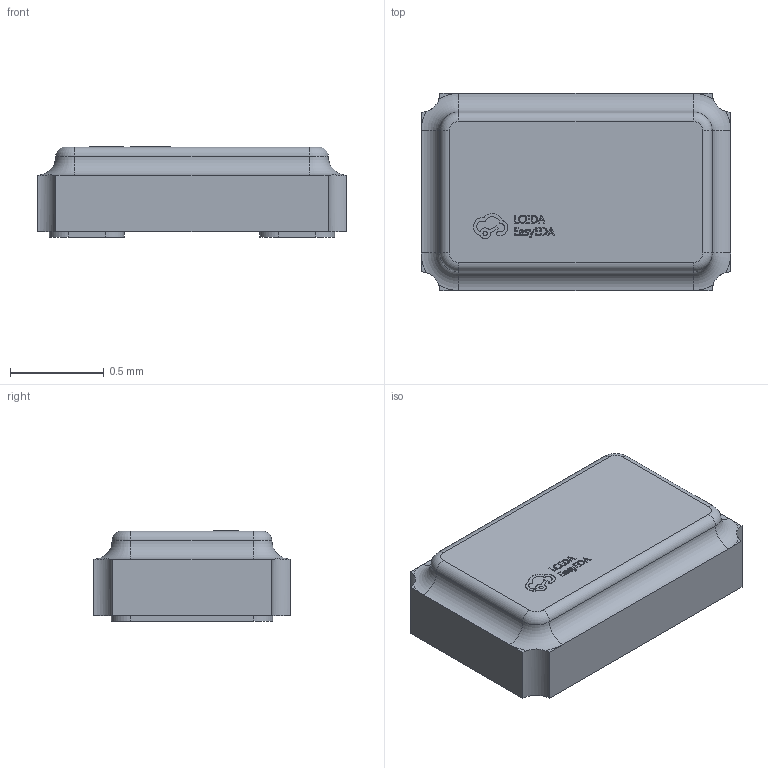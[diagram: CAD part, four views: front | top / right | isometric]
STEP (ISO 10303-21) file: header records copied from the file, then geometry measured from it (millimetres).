
FILE_DESCRIPTION (( 'STEP AP214' ), '1' );
FILE_NAME ('OSC-SMD_2P-L1.6-W1.0-H0.5.step', '2022-07-07T03:13:24', ( '' ), ( '' ), 'SwSTEP 2.0', 'SolidWorks 2020', '' );
FILE_SCHEMA (( 'AUTOMOTIVE_DESIGN' ));
Length unit declared in the file: millimetre
Products named in the file (1): OSC-SMD_2P-L1.6-W1.0-H0.5
Bounding box: 1.65 x 1.05 x 0.48 mm (x, y, z)
Volume: 0.7 mm3; surface area: 5.5 mm2
Topology: 1 solids, 1 shells, 278 faces, 749 edges, 494 vertices
Faces by surface type: plane 151, bspline 98, cylinder 21, torus 8
Entity records: 12091 total; most frequent: CARTESIAN_POINT 2876, ORIENTED_EDGE 1498, DIRECTION 969, EDGE_CURVE 749, VERTEX_POINT 494, LINE 483, VECTOR 483, EDGE_LOOP 299
